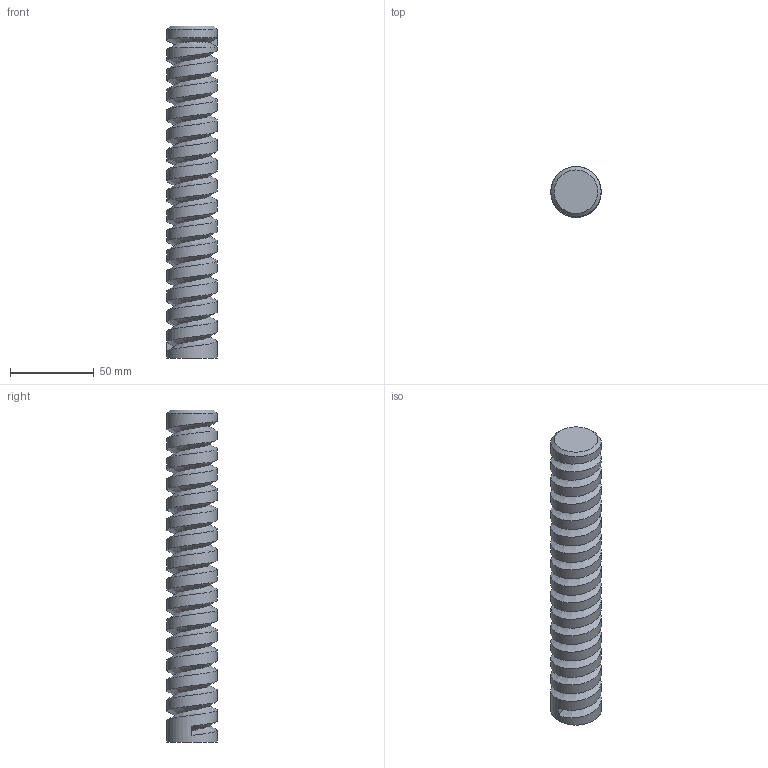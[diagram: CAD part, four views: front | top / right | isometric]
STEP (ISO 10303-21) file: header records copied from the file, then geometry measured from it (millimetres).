
FILE_DESCRIPTION(/* description */ (''),/* implementation_level */ '2;1');
FILE_NAME(/* name */ 'pencil_up.stp',/* time_stamp */ '2017-06-05T19:03:48+08:00',/* author */ ('qkx515'),/* organization */ (''),/* preprocessor_version */ 'ST-DEVELOPER v16.5',/* originating_system */ 'Autodesk Inventor 2017',/* authorisation */ '');
FILE_SCHEMA (('AUTOMOTIVE_DESIGN { 1 0 10303 214 3 1 1 }'));
Length unit declared in the file: millimetre
Products named in the file (1): pencil_up
Bounding box: 30 x 30 x 198 mm (x, y, z)
Volume: 122421.8 mm3; surface area: 25606.3 mm2
Topology: 1 solids, 1 shells, 23 faces, 60 edges, 39 vertices
Faces by surface type: cylinder 16, plane 4, bspline 2, cone 1
Full cylindrical faces by diameter (mm): 30 x16
Entity records: 2892 total; most frequent: CARTESIAN_POINT 2727, DIRECTION 26, ORIENTED_EDGE 24, EDGE_CURVE 12, EDGE_LOOP 11, AXIS2_PLACEMENT_3D 10, VERTEX_POINT 9, FACE_OUTER_BOUND 8
